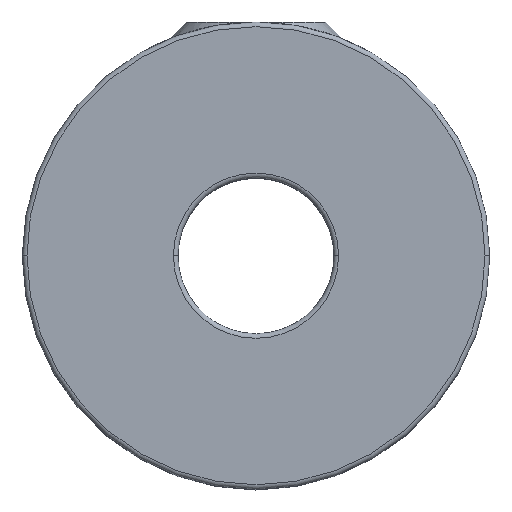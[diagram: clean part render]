
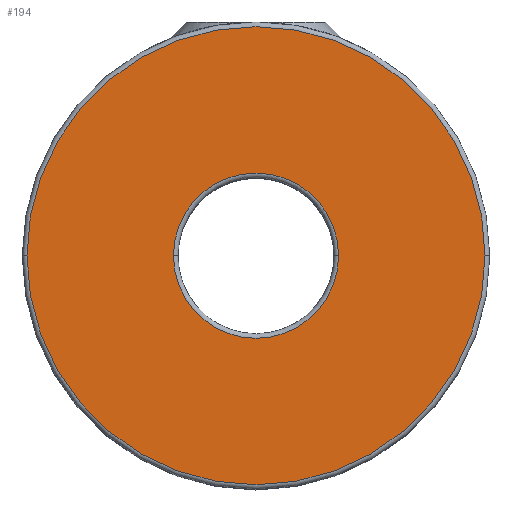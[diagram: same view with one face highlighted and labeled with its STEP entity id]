
A CAD part, top view. The second image highlights one B-rep face of the part: STEP entity #194.
In plain terms, the highlighted planar face has unit normal (0, 0, 1).
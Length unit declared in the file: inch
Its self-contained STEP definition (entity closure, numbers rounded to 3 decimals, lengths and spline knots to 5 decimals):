
#10 = EDGE_CURVE ( 'NONE', #221, #303, #630, .T. ) ;
#49 = EDGE_CURVE ( 'NONE', #323, #304, #666, .T. ) ;
#81 = EDGE_CURVE ( 'NONE', #304, #323, #623, .T. ) ;
#84 = EDGE_CURVE ( 'NONE', #303, #221, #620, .T. ) ;
#119 = AXIS2_PLACEMENT_3D ( 'NONE', #1032, #976, #975 ) ;
#138 = AXIS2_PLACEMENT_3D ( 'NONE', #412, #411, #410 ) ;
#144 = AXIS2_PLACEMENT_3D ( 'NONE', #525, #515, #514 ) ;
#158 = AXIS2_PLACEMENT_3D ( 'NONE', #314, #249, #254 ) ;
#169 = AXIS2_PLACEMENT_3D ( 'NONE', #409, #380, #378 ) ;
#194 = ADVANCED_FACE ( 'NONE', ( #580, #575 ), #1030, .T. ) ;
#221 = VERTEX_POINT ( 'NONE', #1107 ) ;
#249 = DIRECTION ( 'NONE',  ( 0., 0., -1. ) ) ;
#254 = DIRECTION ( 'NONE',  ( 1., 0., 0. ) ) ;
#303 = VERTEX_POINT ( 'NONE', #1075 ) ;
#304 = VERTEX_POINT ( 'NONE', #1074 ) ;
#314 = CARTESIAN_POINT ( 'NONE',  ( 0., 0., 0.125 ) ) ;
#323 = VERTEX_POINT ( 'NONE', #1058 ) ;
#378 = DIRECTION ( 'NONE',  ( 1., 0., 0. ) ) ;
#380 = DIRECTION ( 'NONE',  ( 0., 0., -1. ) ) ;
#409 = CARTESIAN_POINT ( 'NONE',  ( 0., 0., 0.125 ) ) ;
#410 = DIRECTION ( 'NONE',  ( 1., 0., 0. ) ) ;
#411 = DIRECTION ( 'NONE',  ( 0., 0., 1. ) ) ;
#412 = CARTESIAN_POINT ( 'NONE',  ( 0., 0., 0.125 ) ) ;
#514 = DIRECTION ( 'NONE',  ( 1., 0., 0. ) ) ;
#515 = DIRECTION ( 'NONE',  ( 0., 0., 1. ) ) ;
#525 = CARTESIAN_POINT ( 'NONE',  ( 0., 0., 0.125 ) ) ;
#575 = FACE_OUTER_BOUND ( 'NONE', #926, .T. ) ;
#580 = FACE_BOUND ( 'NONE', #933, .T. ) ;
#620 = CIRCLE ( 'NONE', #169, 0.06625 ) ;
#623 = CIRCLE ( 'NONE', #138, 0.18375 ) ;
#630 = CIRCLE ( 'NONE', #158, 0.06625 ) ;
#666 = CIRCLE ( 'NONE', #144, 0.18375 ) ;
#766 = ORIENTED_EDGE ( 'NONE', *, *, #49, .T. ) ;
#767 = ORIENTED_EDGE ( 'NONE', *, *, #81, .T. ) ;
#768 = ORIENTED_EDGE ( 'NONE', *, *, #84, .T. ) ;
#769 = ORIENTED_EDGE ( 'NONE', *, *, #10, .T. ) ;
#926 = EDGE_LOOP ( 'NONE', ( #767, #766 ) ) ;
#933 = EDGE_LOOP ( 'NONE', ( #769, #768 ) ) ;
#975 = DIRECTION ( 'NONE',  ( 1., 0., 0. ) ) ;
#976 = DIRECTION ( 'NONE',  ( 0., 0., 1. ) ) ;
#1030 = PLANE ( 'NONE',  #119 ) ;
#1032 = CARTESIAN_POINT ( 'NONE',  ( 0., 0., 0.125 ) ) ;
#1058 = CARTESIAN_POINT ( 'NONE',  ( -0.18375, 0., 0.125 ) ) ;
#1074 = CARTESIAN_POINT ( 'NONE',  ( 0.18375, 0., 0.125 ) ) ;
#1075 = CARTESIAN_POINT ( 'NONE',  ( -0.06625, 0., 0.125 ) ) ;
#1107 = CARTESIAN_POINT ( 'NONE',  ( 0.06625, 0., 0.125 ) ) ;
